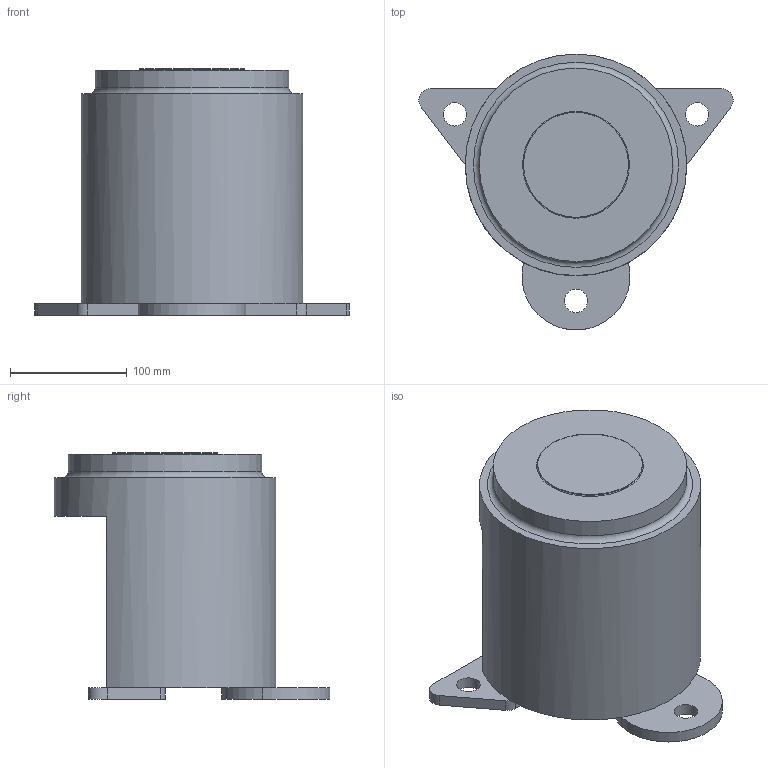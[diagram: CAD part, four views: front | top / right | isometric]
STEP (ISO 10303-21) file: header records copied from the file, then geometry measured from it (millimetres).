
FILE_DESCRIPTION(/* description */ (''),/* implementation_level */ '2;1');
FILE_NAME(/* name */ 'base.stp',/* time_stamp */ '2024-03-03T05:51:05+01:00',/* author */ ('user'),/* organization */ (''),/* preprocessor_version */ 'ST-DEVELOPER v19.2',/* originating_system */ 'Autodesk Inventor 2024',/* authorisation */ '');
FILE_SCHEMA (('AUTOMOTIVE_DESIGN { 1 0 10303 214 3 1 1 }'));
Length unit declared in the file: millimetre
Products named in the file (1): actuator_base
Bounding box: 269.63 x 236.23 x 211.5 mm (x, y, z)
Volume: 5007906.8 mm3; surface area: 198699.6 mm2
Topology: 1 solids, 1 shells, 28 faces, 66 edges, 42 vertices
Faces by surface type: plane 14, cylinder 12, torus 2
Full cylindrical faces by diameter (mm): 20 x3, 90 x1, 166 x1, 190 x1
Entity records: 875 total; most frequent: DIRECTION 162, CARTESIAN_POINT 137, ORIENTED_EDGE 132, AXIS2_PLACEMENT_3D 67, EDGE_CURVE 66, VERTEX_POINT 42, CIRCLE 38, EDGE_LOOP 36
